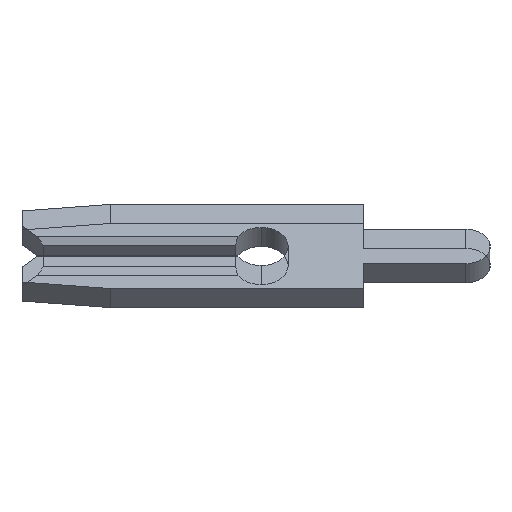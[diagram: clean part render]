
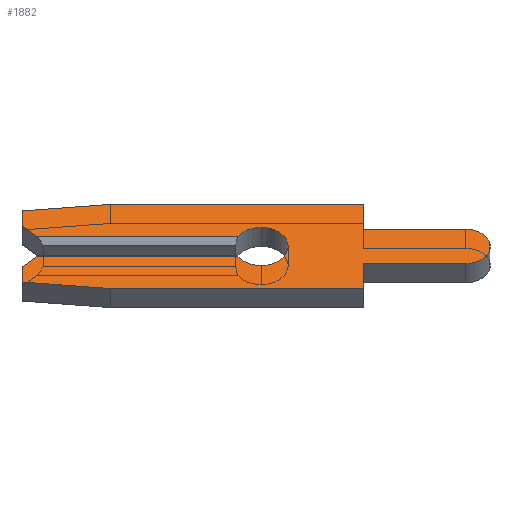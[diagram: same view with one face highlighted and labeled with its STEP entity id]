
A CAD part, left-side view. The second image highlights one B-rep face of the part: STEP entity #1882.
In plain terms, the highlighted face is planar.
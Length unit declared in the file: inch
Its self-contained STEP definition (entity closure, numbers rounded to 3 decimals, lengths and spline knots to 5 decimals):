
#16 = EDGE_CURVE ( 'NONE', #1740, #896, #1837, .T. ) ;
#17 = VECTOR ( 'NONE', #812, 39.37008 ) ;
#58 = CARTESIAN_POINT ( 'NONE',  ( -0.013, 0.231, -0.04857 ) ) ;
#100 = VECTOR ( 'NONE', #1113, 39.37008 ) ;
#152 = CARTESIAN_POINT ( 'NONE',  ( -0.013, 0.231, 0.013 ) ) ;
#232 = EDGE_CURVE ( 'NONE', #635, #1557, #1904, .T. ) ;
#245 = VERTEX_POINT ( 'NONE', #2235 ) ;
#287 = ORIENTED_EDGE ( 'NONE', *, *, #1601, .F. ) ;
#330 = EDGE_CURVE ( 'NONE', #2278, #1438, #2100, .T. ) ;
#335 = VECTOR ( 'NONE', #2299, 39.37008 ) ;
#339 = DIRECTION ( 'NONE',  ( 0., -0.995, 0.105 ) ) ;
#351 = DIRECTION ( 'NONE',  ( -1., 0., 0. ) ) ;
#364 = EDGE_CURVE ( 'NONE', #2127, #2742, #1535, .T. ) ;
#390 = ORIENTED_EDGE ( 'NONE', *, *, #1434, .F. ) ;
#400 = CIRCLE ( 'NONE', #2726, 0.026 ) ;
#473 = DIRECTION ( 'NONE',  ( 0., 0., -1. ) ) ;
#479 = CIRCLE ( 'NONE', #1100, 0.026 ) ;
#485 = VERTEX_POINT ( 'NONE', #1194 ) ;
#495 = ORIENTED_EDGE ( 'NONE', *, *, #1502, .F. ) ;
#528 = CARTESIAN_POINT ( 'NONE',  ( -0.013, 0.231, 0.04857 ) ) ;
#555 = DIRECTION ( 'NONE',  ( 0., 0., -1. ) ) ;
#564 = CARTESIAN_POINT ( 'NONE',  ( -0.013, -0.1975, -0.0235 ) ) ;
#572 = CARTESIAN_POINT ( 'NONE',  ( -0.013, 0., 0. ) ) ;
#631 = EDGE_CURVE ( 'NONE', #2004, #245, #2189, .T. ) ;
#635 = VERTEX_POINT ( 'NONE', #564 ) ;
#649 = CARTESIAN_POINT ( 'NONE',  ( -0.013, -0.099, -0.0235 ) ) ;
#652 = LINE ( 'NONE', #1021, #1469 ) ;
#664 = EDGE_CURVE ( 'NONE', #1557, #485, #652, .T. ) ;
#688 = ORIENTED_EDGE ( 'NONE', *, *, #2736, .F. ) ;
#703 = EDGE_CURVE ( 'NONE', #2004, #2208, #866, .T. ) ;
#722 = VECTOR ( 'NONE', #2541, 39.37008 ) ;
#736 = ORIENTED_EDGE ( 'NONE', *, *, #1759, .F. ) ;
#771 = DIRECTION ( 'NONE',  ( 0., 0., -1. ) ) ;
#784 = CARTESIAN_POINT ( 'NONE',  ( -0.013, -0.099, 0.0575 ) ) ;
#791 = FACE_OUTER_BOUND ( 'NONE', #2759, .T. ) ;
#795 = DIRECTION ( 'NONE',  ( -1., 0., 0. ) ) ;
#812 = DIRECTION ( 'NONE',  ( 0., -1., 0. ) ) ;
#826 = CIRCLE ( 'NONE', #1052, 0.0235 ) ;
#843 = EDGE_CURVE ( 'NONE', #916, #2278, #479, .T. ) ;
#863 = VECTOR ( 'NONE', #2628, 39.37008 ) ;
#866 = LINE ( 'NONE', #152, #2123 ) ;
#896 = VERTEX_POINT ( 'NONE', #1037 ) ;
#900 = DIRECTION ( 'NONE',  ( 0., -1., 0. ) ) ;
#903 = CARTESIAN_POINT ( 'NONE',  ( -0.013, -0.099, 0.0235 ) ) ;
#910 = CARTESIAN_POINT ( 'NONE',  ( -0.013, -0.099, 0.0575 ) ) ;
#916 = VERTEX_POINT ( 'NONE', #1014 ) ;
#925 = DIRECTION ( 'NONE',  ( 1., 0., 0. ) ) ;
#927 = LINE ( 'NONE', #528, #1216 ) ;
#935 = DIRECTION ( 'NONE',  ( 0., 1., 0. ) ) ;
#956 = CARTESIAN_POINT ( 'NONE',  ( -0.013, 0.231, 0.028 ) ) ;
#1014 = CARTESIAN_POINT ( 'NONE',  ( -0.013, 0.02252, -0.013 ) ) ;
#1018 = DIRECTION ( 'NONE',  ( 0., 0., -1. ) ) ;
#1021 = CARTESIAN_POINT ( 'NONE',  ( -0.013, -0.099, -0.0575 ) ) ;
#1032 = VECTOR ( 'NONE', #2527, 39.37008 ) ;
#1037 = CARTESIAN_POINT ( 'NONE',  ( -0.013, -0.099, 0.0235 ) ) ;
#1052 = AXIS2_PLACEMENT_3D ( 'NONE', #2683, #925, #2258 ) ;
#1062 = VERTEX_POINT ( 'NONE', #1528 ) ;
#1066 = LINE ( 'NONE', #903, #1284 ) ;
#1069 = VECTOR ( 'NONE', #1765, 39.37008 ) ;
#1083 = ORIENTED_EDGE ( 'NONE', *, *, #2334, .F. ) ;
#1100 = AXIS2_PLACEMENT_3D ( 'NONE', #1705, #351, #555 ) ;
#1105 = ORIENTED_EDGE ( 'NONE', *, *, #631, .F. ) ;
#1113 = DIRECTION ( 'NONE',  ( 0., 0.995, 0.105 ) ) ;
#1136 = CARTESIAN_POINT ( 'NONE',  ( -0.013, -0.1975, 0.0235 ) ) ;
#1194 = CARTESIAN_POINT ( 'NONE',  ( -0.013, -0.099, -0.0575 ) ) ;
#1216 = VECTOR ( 'NONE', #339, 39.37008 ) ;
#1248 = CARTESIAN_POINT ( 'NONE',  ( -0.013, 0., -0.013 ) ) ;
#1284 = VECTOR ( 'NONE', #1552, 39.37008 ) ;
#1290 = DIRECTION ( 'NONE',  ( 0., 0., 1. ) ) ;
#1358 = LINE ( 'NONE', #1972, #863 ) ;
#1430 = CARTESIAN_POINT ( 'NONE',  ( -0.013, 0.02252, 0.013 ) ) ;
#1432 = VECTOR ( 'NONE', #935, 39.37008 ) ;
#1434 = EDGE_CURVE ( 'NONE', #245, #1626, #2357, .T. ) ;
#1438 = VERTEX_POINT ( 'NONE', #1734 ) ;
#1461 = ORIENTED_EDGE ( 'NONE', *, *, #1742, .F. ) ;
#1469 = VECTOR ( 'NONE', #2772, 39.37008 ) ;
#1488 = AXIS2_PLACEMENT_3D ( 'NONE', #2065, #2253, #771 ) ;
#1501 = ORIENTED_EDGE ( 'NONE', *, *, #364, .F. ) ;
#1502 = EDGE_CURVE ( 'NONE', #485, #2005, #1799, .T. ) ;
#1517 = ORIENTED_EDGE ( 'NONE', *, *, #664, .F. ) ;
#1528 = CARTESIAN_POINT ( 'NONE',  ( -0.013, 0.146, 0.0575 ) ) ;
#1532 = LINE ( 'NONE', #2608, #100 ) ;
#1535 = LINE ( 'NONE', #2705, #335 ) ;
#1552 = DIRECTION ( 'NONE',  ( 0., -1., 0. ) ) ;
#1557 = VERTEX_POINT ( 'NONE', #649 ) ;
#1601 = EDGE_CURVE ( 'NONE', #2005, #2127, #1532, .T. ) ;
#1614 = ORIENTED_EDGE ( 'NONE', *, *, #2403, .F. ) ;
#1626 = VERTEX_POINT ( 'NONE', #1984 ) ;
#1632 = CARTESIAN_POINT ( 'NONE',  ( -0.013, 0.146, -0.0575 ) ) ;
#1641 = VERTEX_POINT ( 'NONE', #1136 ) ;
#1699 = AXIS2_PLACEMENT_3D ( 'NONE', #2239, #2456, #473 ) ;
#1705 = CARTESIAN_POINT ( 'NONE',  ( -0.013, 0., 0. ) ) ;
#1734 = CARTESIAN_POINT ( 'NONE',  ( -0.013, 0., 0.026 ) ) ;
#1740 = VERTEX_POINT ( 'NONE', #910 ) ;
#1742 = EDGE_CURVE ( 'NONE', #1062, #1740, #2294, .T. ) ;
#1759 = EDGE_CURVE ( 'NONE', #2742, #2214, #1358, .T. ) ;
#1765 = DIRECTION ( 'NONE',  ( 0., 1., 0. ) ) ;
#1770 = VECTOR ( 'NONE', #1290, 39.37008 ) ;
#1789 = CARTESIAN_POINT ( 'NONE',  ( -0.013, 0.146, -0.0575 ) ) ;
#1799 = LINE ( 'NONE', #1789, #1069 ) ;
#1837 = LINE ( 'NONE', #784, #1032 ) ;
#1882 = ADVANCED_FACE ( 'NONE', ( #791 ), #2021, .F. ) ;
#1904 = LINE ( 'NONE', #2025, #1432 ) ;
#1906 = DIRECTION ( 'NONE',  ( 0., -1., 0. ) ) ;
#1967 = CARTESIAN_POINT ( 'NONE',  ( -0.013, 0.231, -0.028 ) ) ;
#1972 = CARTESIAN_POINT ( 'NONE',  ( -0.013, 0.2105, -0.0075 ) ) ;
#1984 = CARTESIAN_POINT ( 'NONE',  ( -0.013, 0.231, 0.04857 ) ) ;
#1992 = CARTESIAN_POINT ( 'NONE',  ( -0.013, 0.146, 0.0575 ) ) ;
#2004 = VERTEX_POINT ( 'NONE', #2040 ) ;
#2005 = VERTEX_POINT ( 'NONE', #1632 ) ;
#2021 = PLANE ( 'NONE',  #1699 ) ;
#2025 = CARTESIAN_POINT ( 'NONE',  ( -0.013, -0.099, -0.0235 ) ) ;
#2040 = CARTESIAN_POINT ( 'NONE',  ( -0.013, 0.216, 0.013 ) ) ;
#2041 = ORIENTED_EDGE ( 'NONE', *, *, #232, .F. ) ;
#2065 = CARTESIAN_POINT ( 'NONE',  ( -0.013, 0., 0. ) ) ;
#2100 = CIRCLE ( 'NONE', #1488, 0.026 ) ;
#2123 = VECTOR ( 'NONE', #1906, 39.37008 ) ;
#2127 = VERTEX_POINT ( 'NONE', #58 ) ;
#2189 = LINE ( 'NONE', #2780, #722 ) ;
#2208 = VERTEX_POINT ( 'NONE', #1430 ) ;
#2214 = VERTEX_POINT ( 'NONE', #2508 ) ;
#2235 = CARTESIAN_POINT ( 'NONE',  ( -0.013, 0.231, 0.028 ) ) ;
#2239 = CARTESIAN_POINT ( 'NONE',  ( -0.013, 0., 0. ) ) ;
#2253 = DIRECTION ( 'NONE',  ( -1., 0., 0. ) ) ;
#2255 = ORIENTED_EDGE ( 'NONE', *, *, #2481, .F. ) ;
#2258 = DIRECTION ( 'NONE',  ( 0., 0., 1. ) ) ;
#2278 = VERTEX_POINT ( 'NONE', #2292 ) ;
#2290 = LINE ( 'NONE', #1248, #17 ) ;
#2292 = CARTESIAN_POINT ( 'NONE',  ( -0.013, 0., -0.026 ) ) ;
#2294 = LINE ( 'NONE', #1992, #2593 ) ;
#2299 = DIRECTION ( 'NONE',  ( 0., 0., 1. ) ) ;
#2315 = ORIENTED_EDGE ( 'NONE', *, *, #16, .F. ) ;
#2334 = EDGE_CURVE ( 'NONE', #1626, #1062, #927, .T. ) ;
#2357 = LINE ( 'NONE', #956, #1770 ) ;
#2359 = ORIENTED_EDGE ( 'NONE', *, *, #2510, .F. ) ;
#2403 = EDGE_CURVE ( 'NONE', #1438, #2208, #400, .T. ) ;
#2450 = ORIENTED_EDGE ( 'NONE', *, *, #843, .F. ) ;
#2456 = DIRECTION ( 'NONE',  ( 1., 0., 0. ) ) ;
#2481 = EDGE_CURVE ( 'NONE', #2214, #916, #2290, .T. ) ;
#2508 = CARTESIAN_POINT ( 'NONE',  ( -0.013, 0.216, -0.013 ) ) ;
#2510 = EDGE_CURVE ( 'NONE', #1641, #635, #826, .T. ) ;
#2516 = ORIENTED_EDGE ( 'NONE', *, *, #703, .T. ) ;
#2527 = DIRECTION ( 'NONE',  ( 0., 0., -1. ) ) ;
#2541 = DIRECTION ( 'NONE',  ( 0., 0.707, 0.707 ) ) ;
#2593 = VECTOR ( 'NONE', #900, 39.37008 ) ;
#2608 = CARTESIAN_POINT ( 'NONE',  ( -0.013, 0.231, -0.04857 ) ) ;
#2628 = DIRECTION ( 'NONE',  ( 0., -0.707, 0.707 ) ) ;
#2683 = CARTESIAN_POINT ( 'NONE',  ( -0.013, -0.1975, 0. ) ) ;
#2705 = CARTESIAN_POINT ( 'NONE',  ( -0.013, 0.231, -0.028 ) ) ;
#2726 = AXIS2_PLACEMENT_3D ( 'NONE', #572, #795, #1018 ) ;
#2736 = EDGE_CURVE ( 'NONE', #896, #1641, #1066, .T. ) ;
#2742 = VERTEX_POINT ( 'NONE', #1967 ) ;
#2759 = EDGE_LOOP ( 'NONE', ( #2516, #1614, #2775, #2450, #2255, #736, #1501, #287, #495, #1517, #2041, #2359, #688, #2315, #1461, #1083, #390, #1105 ) ) ;
#2772 = DIRECTION ( 'NONE',  ( 0., 0., -1. ) ) ;
#2775 = ORIENTED_EDGE ( 'NONE', *, *, #330, .F. ) ;
#2780 = CARTESIAN_POINT ( 'NONE',  ( -0.013, 0.2105, 0.0075 ) ) ;
